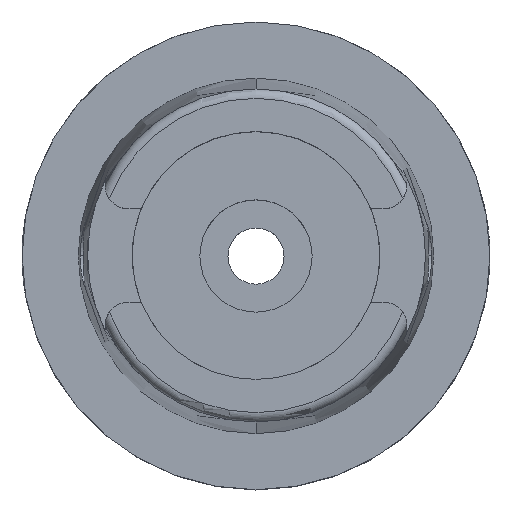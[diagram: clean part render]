
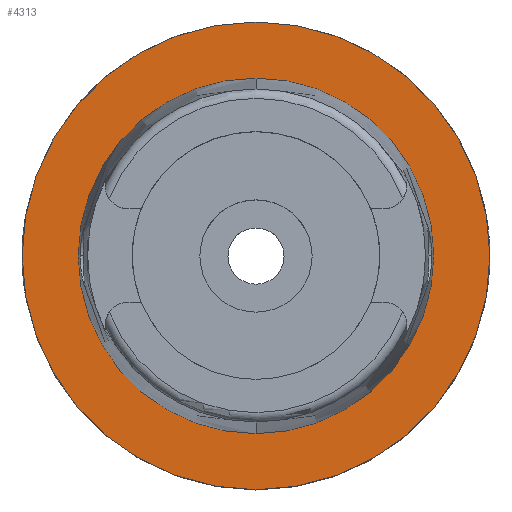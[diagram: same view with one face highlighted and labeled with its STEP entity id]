
A CAD part, top view. The second image highlights one B-rep face of the part: STEP entity #4313.
In plain terms, the highlighted planar face has unit normal (0, 0, 1).
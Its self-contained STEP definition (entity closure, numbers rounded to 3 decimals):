
#2105=CARTESIAN_POINT('',(0.,0.,0.));
#2106=DIRECTION('',(0.,0.,-1.));
#2107=DIRECTION('',(0.,-1.,0.));
#2108=AXIS2_PLACEMENT_3D('',#2105,#2106,#2107);
#2113=CARTESIAN_POINT('',(0.,0.,0.));
#2114=DIRECTION('',(0.,0.,-1.));
#2115=DIRECTION('',(0.,1.,0.));
#2116=AXIS2_PLACEMENT_3D('',#2113,#2114,#2115);
#2121=CARTESIAN_POINT('',(0.,0.,0.));
#2122=DIRECTION('',(0.,0.,1.));
#2123=DIRECTION('',(0.,-1.,0.));
#2124=AXIS2_PLACEMENT_3D('',#2121,#2122,#2123);
#2129=CARTESIAN_POINT('',(0.,0.,0.));
#2130=DIRECTION('',(0.,0.,1.));
#2131=DIRECTION('',(0.,1.,0.));
#2132=AXIS2_PLACEMENT_3D('',#2129,#2130,#2131);
#2453=CARTESIAN_POINT('',(0.,-38.,0.));
#2454=VERTEX_POINT('',#2453);
#2455=CARTESIAN_POINT('',(0.,38.,0.));
#2456=VERTEX_POINT('',#2455);
#2718=CARTESIAN_POINT('',(0.,50.,0.));
#2719=VERTEX_POINT('',#2718);
#2720=CARTESIAN_POINT('',(0.,-50.,0.));
#2721=VERTEX_POINT('',#2720);
#4300=CARTESIAN_POINT('',(0.,0.,0.));
#4301=DIRECTION('',(0.,0.,-1.));
#4302=DIRECTION('',(0.,-1.,0.));
#4303=AXIS2_PLACEMENT_3D('',#4300,#4301,#4302);
#4304=PLANE('',#4303);
#4305=ORIENTED_EDGE('',*,*,#4065,.T.);
#4306=ORIENTED_EDGE('',*,*,#4174,.T.);
#4307=EDGE_LOOP('',(#4305,#4306));
#4308=FACE_OUTER_BOUND('',#4307,.F.);
#4309=ORIENTED_EDGE('',*,*,#2961,.T.);
#4310=ORIENTED_EDGE('',*,*,#2932,.T.);
#4311=EDGE_LOOP('',(#4309,#4310));
#4312=FACE_BOUND('',#4311,.F.);
#2109=CIRCLE('',#2108,50.);
#2117=CIRCLE('',#2116,50.);
#2125=CIRCLE('',#2124,38.);
#2133=CIRCLE('',#2132,38.);
#2932=EDGE_CURVE('',#2456,#2454,#2133,.T.);
#2961=EDGE_CURVE('',#2454,#2456,#2125,.T.);
#4065=EDGE_CURVE('',#2721,#2719,#2109,.T.);
#4174=EDGE_CURVE('',#2719,#2721,#2117,.T.);
#4313=ADVANCED_FACE('',(#4308,#4312),#4304,.F.);
